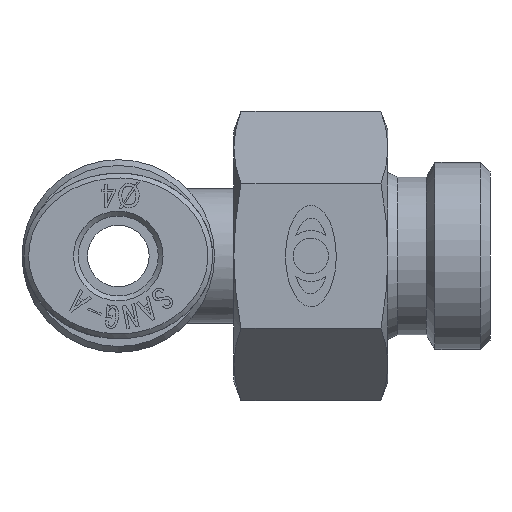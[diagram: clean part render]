
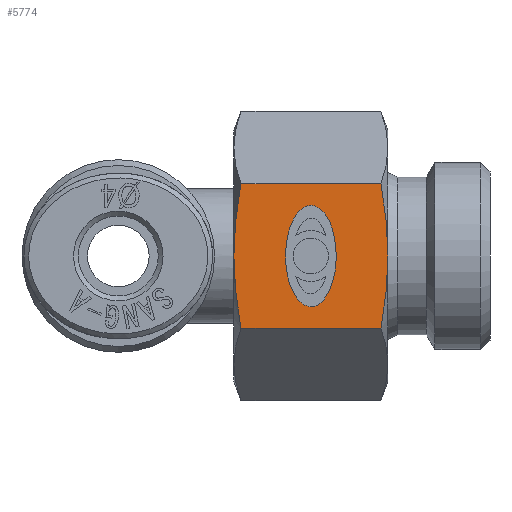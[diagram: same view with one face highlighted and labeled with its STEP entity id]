
A CAD part, left-side view. The second image highlights one B-rep face of the part: STEP entity #5774.
In plain terms, the highlighted face is planar.
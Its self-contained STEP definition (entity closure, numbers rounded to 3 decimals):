
#5656=CARTESIAN_POINT('',(6.5,-4.,-2.63));
#5657=VERTEX_POINT('',#5656);
#5658=CARTESIAN_POINT('',(6.5,-4.,0.));
#5659=DIRECTION('',(-1.0,0.0,0.0));
#5660=DIRECTION('',(0.0,0.0,1.0));
#5661=AXIS2_PLACEMENT_3D('',#5658,#5659,#5660);
#5662=ELLIPSE('',#5661,2.63,1.316);
#5663=EDGE_CURVE('',#5657,#5657,#5662,.T.);
#5688=CARTESIAN_POINT('',(6.5,0.,-3.753));
#5689=DIRECTION('',(1.0,0.0,0.0));
#5690=DIRECTION('',(0.0,0.0,1.0));
#5691=AXIS2_PLACEMENT_3D('',#5688,#5689,#5690);
#5692=PLANE('',#5691);
#5693=CARTESIAN_POINT('',(6.5,-8.,0.0));
#5694=VERTEX_POINT('',#5693);
#5695=CARTESIAN_POINT('',(6.5,-7.634,-3.753));
#5696=VERTEX_POINT('',#5695);
#5697=CARTESIAN_POINT('',(6.5,-8.,0.0));
#5698=CARTESIAN_POINT('',(6.5,-8.,-1.742));
#5699=CARTESIAN_POINT('',(6.5,-7.634,-3.753));
#5707=(BOUNDED_CURVE()B_SPLINE_CURVE(2,(#5697,#5698,#5699),.UNSPECIFIED.,.F.,.U.)B_SPLINE_CURVE_WITH_KNOTS((3,3),(0.643,1.053),.UNSPECIFIED.)CURVE()GEOMETRIC_REPRESENTATION_ITEM()RATIONAL_B_SPLINE_CURVE((1.0,1.061,1.044))REPRESENTATION_ITEM(''));
#5708=EDGE_CURVE('',#5694,#5696,#5707,.T.);
#5709=ORIENTED_EDGE('',*,*,#5708,.T.);
#5710=CARTESIAN_POINT('',(6.5,-0.366,-3.753));
#5711=VERTEX_POINT('',#5710);
#5712=CARTESIAN_POINT('',(6.5,-0.366,-3.753));
#5713=DIRECTION('',(0.0,-1.0,0.0));
#5714=VECTOR('',#5713,7.268);
#5715=LINE('',#5712,#5714);
#5716=EDGE_CURVE('',#5711,#5696,#5715,.T.);
#5717=ORIENTED_EDGE('',*,*,#5716,.F.);
#5718=CARTESIAN_POINT('',(6.5,0.0,0.0));
#5719=VERTEX_POINT('',#5718);
#5720=CARTESIAN_POINT('',(6.5,-0.366,-3.753));
#5721=CARTESIAN_POINT('',(6.5,0.,-1.742));
#5722=CARTESIAN_POINT('',(6.5,0.,0.0));
#5730=(BOUNDED_CURVE()B_SPLINE_CURVE(2,(#5720,#5721,#5722),.UNSPECIFIED.,.F.,.U.)B_SPLINE_CURVE_WITH_KNOTS((3,3),(0.234,0.643),.UNSPECIFIED.)CURVE()GEOMETRIC_REPRESENTATION_ITEM()RATIONAL_B_SPLINE_CURVE((1.044,1.061,1.0))REPRESENTATION_ITEM(''));
#5731=EDGE_CURVE('',#5711,#5719,#5730,.T.);
#5732=ORIENTED_EDGE('',*,*,#5731,.T.);
#5733=CARTESIAN_POINT('',(6.5,-0.366,3.753));
#5734=VERTEX_POINT('',#5733);
#5735=CARTESIAN_POINT('',(6.5,0.,0.0));
#5736=CARTESIAN_POINT('',(6.5,0.,1.742));
#5737=CARTESIAN_POINT('',(6.5,-0.366,3.753));
#5745=(BOUNDED_CURVE()B_SPLINE_CURVE(2,(#5735,#5736,#5737),.UNSPECIFIED.,.F.,.U.)B_SPLINE_CURVE_WITH_KNOTS((3,3),(0.643,1.053),.UNSPECIFIED.)CURVE()GEOMETRIC_REPRESENTATION_ITEM()RATIONAL_B_SPLINE_CURVE((1.0,1.061,1.044))REPRESENTATION_ITEM(''));
#5746=EDGE_CURVE('',#5719,#5734,#5745,.T.);
#5747=ORIENTED_EDGE('',*,*,#5746,.T.);
#5748=CARTESIAN_POINT('',(6.5,-7.634,3.753));
#5749=VERTEX_POINT('',#5748);
#5750=CARTESIAN_POINT('',(6.5,-0.366,3.753));
#5751=DIRECTION('',(0.0,-1.0,0.0));
#5752=VECTOR('',#5751,7.268);
#5753=LINE('',#5750,#5752);
#5754=EDGE_CURVE('',#5734,#5749,#5753,.T.);
#5755=ORIENTED_EDGE('',*,*,#5754,.T.);
#5756=CARTESIAN_POINT('',(6.5,-7.634,3.753));
#5757=CARTESIAN_POINT('',(6.5,-8.,1.742));
#5758=CARTESIAN_POINT('',(6.5,-8.,0.0));
#5766=(BOUNDED_CURVE()B_SPLINE_CURVE(2,(#5756,#5757,#5758),.UNSPECIFIED.,.F.,.U.)B_SPLINE_CURVE_WITH_KNOTS((3,3),(0.234,0.643),.UNSPECIFIED.)CURVE()GEOMETRIC_REPRESENTATION_ITEM()RATIONAL_B_SPLINE_CURVE((1.044,1.061,1.0))REPRESENTATION_ITEM(''));
#5767=EDGE_CURVE('',#5749,#5694,#5766,.T.);
#5768=ORIENTED_EDGE('',*,*,#5767,.T.);
#5769=EDGE_LOOP('',(#5709,#5717,#5732,#5747,#5755,#5768));
#5770=FACE_OUTER_BOUND('',#5769,.T.);
#5771=ORIENTED_EDGE('',*,*,#5663,.T.);
#5772=EDGE_LOOP('',(#5771));
#5773=FACE_BOUND('',#5772,.T.);
#5774=ADVANCED_FACE('',(#5770,#5773),#5692,.T.);
